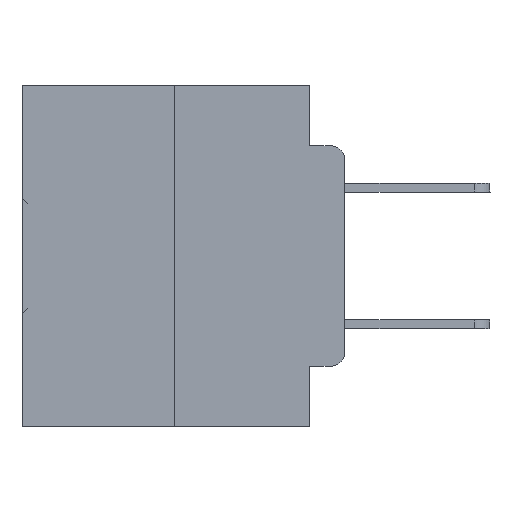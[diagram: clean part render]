
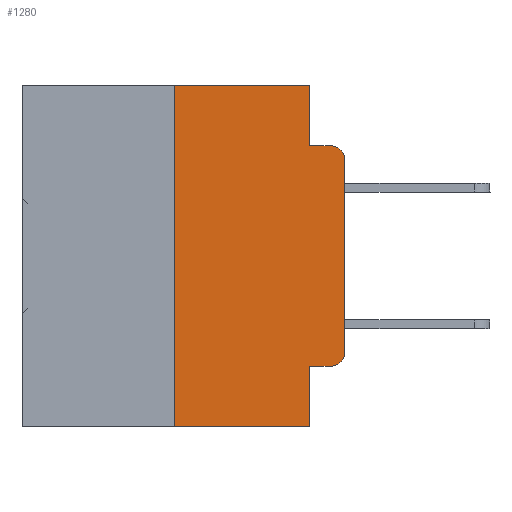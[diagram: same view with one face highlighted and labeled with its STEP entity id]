
A CAD part, left-side view. The second image highlights one B-rep face of the part: STEP entity #1280.
In plain terms, the highlighted planar face has unit normal (-1, 0, 0).
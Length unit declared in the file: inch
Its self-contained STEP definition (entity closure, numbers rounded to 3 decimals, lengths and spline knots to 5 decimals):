
#814 = EDGE_CURVE ( 'NONE', #25086, #30109, #30273, .T. ) ;
#883 = DIRECTION ( 'NONE',  ( 0., 0., -1. ) ) ;
#909 = AXIS2_PLACEMENT_3D ( 'NONE', #2502, #21891, #5321 ) ;
#949 = LINE ( 'NONE', #21234, #21392 ) ;
#1014 = LINE ( 'NONE', #30989, #9352 ) ;
#1280 = ADVANCED_FACE ( 'NONE', ( #14647 ), #21642, .F. ) ;
#1335 = DIRECTION ( 'NONE',  ( 1., 0., 0. ) ) ;
#2043 = VERTEX_POINT ( 'NONE', #8975 ) ;
#2401 = DIRECTION ( 'NONE',  ( 0., 0., -1. ) ) ;
#2465 = DIRECTION ( 'NONE',  ( 0., -1., 0. ) ) ;
#2502 = CARTESIAN_POINT ( 'NONE',  ( 0., 0.02, -0.1085 ) ) ;
#2771 = DIRECTION ( 'NONE',  ( 0., -1., 0. ) ) ;
#4195 = EDGE_CURVE ( 'NONE', #15502, #31301, #14531, .T. ) ;
#4265 = CARTESIAN_POINT ( 'NONE',  ( 0., 0.051, -0.5 ) ) ;
#4400 = EDGE_CURVE ( 'NONE', #2043, #32947, #1014, .T. ) ;
#4999 = DIRECTION ( 'NONE',  ( 0., -1., 0. ) ) ;
#5240 = AXIS2_PLACEMENT_3D ( 'NONE', #35414, #19011, #2401 ) ;
#5251 = DIRECTION ( 'NONE',  ( 0., -1., 0. ) ) ;
#5321 = DIRECTION ( 'NONE',  ( 0., 0., -1. ) ) ;
#5440 = CARTESIAN_POINT ( 'NONE',  ( 0., 0.051, -0.4115 ) ) ;
#5612 = ORIENTED_EDGE ( 'NONE', *, *, #12040, .F. ) ;
#6040 = CARTESIAN_POINT ( 'NONE',  ( 0., 0.051, 0. ) ) ;
#6529 = EDGE_CURVE ( 'NONE', #25086, #32947, #29109, .T. ) ;
#6645 = CARTESIAN_POINT ( 'NONE',  ( 0., 0.25, 0. ) ) ;
#7912 = VECTOR ( 'NONE', #23847, 39.37008 ) ;
#7918 = CARTESIAN_POINT ( 'NONE',  ( 0., 0.051, 0. ) ) ;
#8366 = ORIENTED_EDGE ( 'NONE', *, *, #4195, .F. ) ;
#8975 = CARTESIAN_POINT ( 'NONE',  ( 0., 0.25, -0.5 ) ) ;
#9107 = ORIENTED_EDGE ( 'NONE', *, *, #10207, .F. ) ;
#9268 = CARTESIAN_POINT ( 'NONE',  ( 0., 0., -0.1085 ) ) ;
#9352 = VECTOR ( 'NONE', #2771, 39.37008 ) ;
#10207 = EDGE_CURVE ( 'NONE', #2043, #15502, #949, .T. ) ;
#10723 = ORIENTED_EDGE ( 'NONE', *, *, #13884, .F. ) ;
#12040 = EDGE_CURVE ( 'NONE', #31301, #22758, #34953, .T. ) ;
#13234 = ORIENTED_EDGE ( 'NONE', *, *, #34853, .T. ) ;
#13716 = ORIENTED_EDGE ( 'NONE', *, *, #814, .T. ) ;
#13884 = EDGE_CURVE ( 'NONE', #22758, #25593, #34829, .T. ) ;
#14531 = LINE ( 'NONE', #30645, #28417 ) ;
#14647 = FACE_OUTER_BOUND ( 'NONE', #15651, .T. ) ;
#15502 = VERTEX_POINT ( 'NONE', #6645 ) ;
#15651 = EDGE_LOOP ( 'NONE', ( #26325, #20022, #10723, #5612, #8366, #9107, #25109, #27990, #13716, #13234 ) ) ;
#16918 = CARTESIAN_POINT ( 'NONE',  ( 0., 0.02, -0.4115 ) ) ;
#17060 = DIRECTION ( 'NONE',  ( 0., 0., 1. ) ) ;
#17542 = CARTESIAN_POINT ( 'NONE',  ( 0., 0.473, 0. ) ) ;
#17815 = CARTESIAN_POINT ( 'NONE',  ( 0., 0.051, -0.0885 ) ) ;
#17885 = LINE ( 'NONE', #30842, #18762 ) ;
#18762 = VECTOR ( 'NONE', #17060, 39.37008 ) ;
#18790 = CARTESIAN_POINT ( 'NONE',  ( 0., 0.051, -0.0885 ) ) ;
#19011 = DIRECTION ( 'NONE',  ( -1., 0., 0. ) ) ;
#20022 = ORIENTED_EDGE ( 'NONE', *, *, #21320, .T. ) ;
#20403 = VECTOR ( 'NONE', #35111, 39.37008 ) ;
#21115 = AXIS2_PLACEMENT_3D ( 'NONE', #17542, #1335, #883 ) ;
#21234 = CARTESIAN_POINT ( 'NONE',  ( 0., 0.25, 0. ) ) ;
#21236 = CARTESIAN_POINT ( 'NONE',  ( 0., 0.051, 0. ) ) ;
#21320 = EDGE_CURVE ( 'NONE', #24462, #25593, #33991, .T. ) ;
#21392 = VECTOR ( 'NONE', #24003, 39.37008 ) ;
#21582 = CARTESIAN_POINT ( 'NONE',  ( 0., 0.02, -0.0885 ) ) ;
#21642 = PLANE ( 'NONE',  #21115 ) ;
#21891 = DIRECTION ( 'NONE',  ( -1., 0., 0. ) ) ;
#22062 = VECTOR ( 'NONE', #2465, 39.37008 ) ;
#22758 = VERTEX_POINT ( 'NONE', #17815 ) ;
#23171 = EDGE_CURVE ( 'NONE', #33024, #24462, #17885, .T. ) ;
#23847 = DIRECTION ( 'NONE',  ( 0., 0., -1. ) ) ;
#24003 = DIRECTION ( 'NONE',  ( 0., 0., 1. ) ) ;
#24462 = VERTEX_POINT ( 'NONE', #9268 ) ;
#25086 = VERTEX_POINT ( 'NONE', #5440 ) ;
#25109 = ORIENTED_EDGE ( 'NONE', *, *, #4400, .T. ) ;
#25593 = VERTEX_POINT ( 'NONE', #21582 ) ;
#26325 = ORIENTED_EDGE ( 'NONE', *, *, #23171, .T. ) ;
#26664 = CARTESIAN_POINT ( 'NONE',  ( 0., 0., -0.3915 ) ) ;
#27629 = VECTOR ( 'NONE', #4999, 39.37008 ) ;
#27990 = ORIENTED_EDGE ( 'NONE', *, *, #6529, .F. ) ;
#28417 = VECTOR ( 'NONE', #5251, 39.37008 ) ;
#29109 = LINE ( 'NONE', #6040, #7912 ) ;
#30109 = VERTEX_POINT ( 'NONE', #16918 ) ;
#30140 = CARTESIAN_POINT ( 'NONE',  ( 0., 0.051, -0.4115 ) ) ;
#30273 = LINE ( 'NONE', #30140, #22062 ) ;
#30645 = CARTESIAN_POINT ( 'NONE',  ( 0., 0.473, 0. ) ) ;
#30660 = CIRCLE ( 'NONE', #5240, 0.02 ) ;
#30842 = CARTESIAN_POINT ( 'NONE',  ( 0., 0., 0. ) ) ;
#30989 = CARTESIAN_POINT ( 'NONE',  ( 0., 0.473, -0.5 ) ) ;
#31301 = VERTEX_POINT ( 'NONE', #7918 ) ;
#32947 = VERTEX_POINT ( 'NONE', #4265 ) ;
#33024 = VERTEX_POINT ( 'NONE', #26664 ) ;
#33991 = CIRCLE ( 'NONE', #909, 0.02 ) ;
#34829 = LINE ( 'NONE', #18790, #27629 ) ;
#34853 = EDGE_CURVE ( 'NONE', #30109, #33024, #30660, .T. ) ;
#34953 = LINE ( 'NONE', #21236, #20403 ) ;
#35111 = DIRECTION ( 'NONE',  ( 0., 0., -1. ) ) ;
#35414 = CARTESIAN_POINT ( 'NONE',  ( 0., 0.02, -0.3915 ) ) ;
